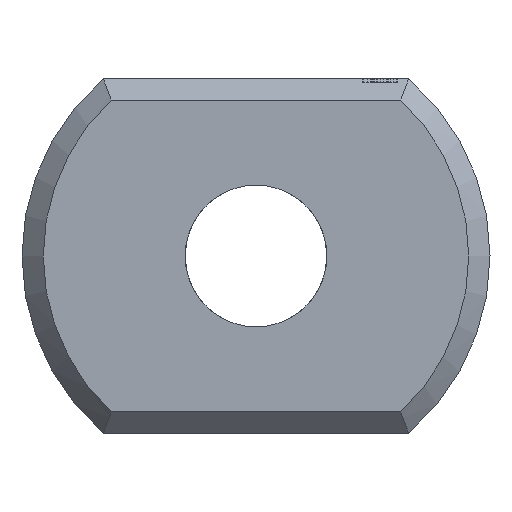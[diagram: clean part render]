
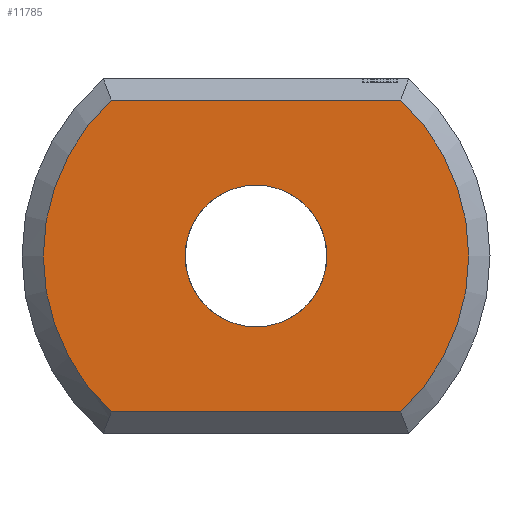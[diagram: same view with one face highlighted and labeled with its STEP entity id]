
A CAD part, left-side view. The second image highlights one B-rep face of the part: STEP entity #11785.
In plain terms, the highlighted planar face has unit normal (-1, 0, 0).
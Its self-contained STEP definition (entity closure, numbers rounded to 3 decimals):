
#298 = PLANE('',#299);
#299 = AXIS2_PLACEMENT_3D('',#300,#301,#302);
#300 = CARTESIAN_POINT('',(0.15,-2.154,-2.35));
#301 = DIRECTION('',(-0.707,0.,-0.707));
#302 = DIRECTION('',(0.,-1.,0.));
#725 = CONICAL_SURFACE('',#726,3.3,0.785);
#726 = AXIS2_PLACEMENT_3D('',#727,#728,#729);
#727 = CARTESIAN_POINT('',(0.3,0.,0.));
#728 = DIRECTION('',(1.,0.,0.));
#729 = DIRECTION('',(0.,0.653,-0.758));
#872 = CONICAL_SURFACE('',#873,3.3,0.785);
#873 = AXIS2_PLACEMENT_3D('',#874,#875,#876);
#874 = CARTESIAN_POINT('',(0.3,0.,0.));
#875 = DIRECTION('',(1.,0.,0.));
#876 = DIRECTION('',(0.,-0.653,0.758));
#909 = VERTEX_POINT('',#910);
#910 = CARTESIAN_POINT('',(0.,-2.04,-2.2));
#937 = VERTEX_POINT('',#938);
#938 = CARTESIAN_POINT('',(0.,2.04,-2.2));
#963 = EDGE_CURVE('',#909,#937,#964,.T.);
#964 = SURFACE_CURVE('',#965,(#969,#976),.PCURVE_S1.);
#965 = LINE('',#966,#967);
#966 = CARTESIAN_POINT('',(0.,-2.154,-2.2));
#967 = VECTOR('',#968,1.);
#968 = DIRECTION('',(0.,1.,0.));
#969 = PCURVE('',#298,#970);
#970 = DEFINITIONAL_REPRESENTATION('',(#971),#975);
#971 = LINE('',#972,#973);
#972 = CARTESIAN_POINT('',(0.,0.212));
#973 = VECTOR('',#974,1.);
#974 = DIRECTION('',(-1.,0.));
#975 = ( GEOMETRIC_REPRESENTATION_CONTEXT(2) 
PARAMETRIC_REPRESENTATION_CONTEXT() REPRESENTATION_CONTEXT('2D SPACE',''
  ) );
#976 = PCURVE('',#977,#982);
#977 = PLANE('',#978);
#978 = AXIS2_PLACEMENT_3D('',#979,#980,#981);
#979 = CARTESIAN_POINT('',(0.,0.,
    0.));
#980 = DIRECTION('',(1.,0.,0.));
#981 = DIRECTION('',(0.,0.,1.));
#982 = DEFINITIONAL_REPRESENTATION('',(#983),#987);
#983 = LINE('',#984,#985);
#984 = CARTESIAN_POINT('',(-2.2,2.154));
#985 = VECTOR('',#986,1.);
#986 = DIRECTION('',(0.,-1.));
#987 = ( GEOMETRIC_REPRESENTATION_CONTEXT(2) 
PARAMETRIC_REPRESENTATION_CONTEXT() REPRESENTATION_CONTEXT('2D SPACE',''
  ) );
#1763 = PLANE('',#1764);
#1764 = AXIS2_PLACEMENT_3D('',#1765,#1766,#1767);
#1765 = CARTESIAN_POINT('',(0.15,-2.154,2.35));
#1766 = DIRECTION('',(0.707,0.,-0.707
    ));
#1767 = DIRECTION('',(0.,-1.,0.));
#11572 = VERTEX_POINT('',#11573);
#11573 = CARTESIAN_POINT('',(0.,2.04,2.2));
#11598 = EDGE_CURVE('',#937,#11572,#11599,.T.);
#11599 = SURFACE_CURVE('',#11600,(#11605,#11612),.PCURVE_S1.);
#11600 = CIRCLE('',#11601,3.);
#11601 = AXIS2_PLACEMENT_3D('',#11602,#11603,#11604);
#11602 = CARTESIAN_POINT('',(0.,0.,
    0.));
#11603 = DIRECTION('',(1.,0.,0.));
#11604 = DIRECTION('',(0.,0.653,-0.758)
  );
#11605 = PCURVE('',#725,#11606);
#11606 = DEFINITIONAL_REPRESENTATION('',(#11607),#11611);
#11607 = LINE('',#11608,#11609);
#11608 = CARTESIAN_POINT('',(0.,-0.3));
#11609 = VECTOR('',#11610,1.);
#11610 = DIRECTION('',(1.,-0.));
#11611 = ( GEOMETRIC_REPRESENTATION_CONTEXT(2) 
PARAMETRIC_REPRESENTATION_CONTEXT() REPRESENTATION_CONTEXT('2D SPACE',''
  ) );
#11612 = PCURVE('',#977,#11613);
#11613 = DEFINITIONAL_REPRESENTATION('',(#11614),#11618);
#11614 = CIRCLE('',#11615,3.);
#11615 = AXIS2_PLACEMENT_2D('',#11616,#11617);
#11616 = CARTESIAN_POINT('',(0.,0.));
#11617 = DIRECTION('',(-0.758,-0.653));
#11618 = ( GEOMETRIC_REPRESENTATION_CONTEXT(2) 
PARAMETRIC_REPRESENTATION_CONTEXT() REPRESENTATION_CONTEXT('2D SPACE',''
  ) );
#11736 = VERTEX_POINT('',#11737);
#11737 = CARTESIAN_POINT('',(0.,-2.04,2.2));
#11764 = EDGE_CURVE('',#11736,#909,#11765,.T.);
#11765 = SURFACE_CURVE('',#11766,(#11771,#11778),.PCURVE_S1.);
#11766 = CIRCLE('',#11767,3.);
#11767 = AXIS2_PLACEMENT_3D('',#11768,#11769,#11770);
#11768 = CARTESIAN_POINT('',(0.,0.,
    0.));
#11769 = DIRECTION('',(1.,0.,0.));
#11770 = DIRECTION('',(0.,-0.653,0.758)
  );
#11771 = PCURVE('',#872,#11772);
#11772 = DEFINITIONAL_REPRESENTATION('',(#11773),#11777);
#11773 = LINE('',#11774,#11775);
#11774 = CARTESIAN_POINT('',(0.,-0.3));
#11775 = VECTOR('',#11776,1.);
#11776 = DIRECTION('',(1.,-0.));
#11777 = ( GEOMETRIC_REPRESENTATION_CONTEXT(2) 
PARAMETRIC_REPRESENTATION_CONTEXT() REPRESENTATION_CONTEXT('2D SPACE',''
  ) );
#11778 = PCURVE('',#977,#11779);
#11779 = DEFINITIONAL_REPRESENTATION('',(#11780),#11784);
#11780 = CIRCLE('',#11781,3.);
#11781 = AXIS2_PLACEMENT_2D('',#11782,#11783);
#11782 = CARTESIAN_POINT('',(0.,0.));
#11783 = DIRECTION('',(0.758,0.653));
#11784 = ( GEOMETRIC_REPRESENTATION_CONTEXT(2) 
PARAMETRIC_REPRESENTATION_CONTEXT() REPRESENTATION_CONTEXT('2D SPACE',''
  ) );
#11785 = ADVANCED_FACE('',(#11786,#11812),#977,.F.);
#11786 = FACE_BOUND('',#11787,.F.);
#11787 = EDGE_LOOP('',(#11788,#11789,#11810,#11811));
#11788 = ORIENTED_EDGE('',*,*,#11598,.T.);
#11789 = ORIENTED_EDGE('',*,*,#11790,.F.);
#11790 = EDGE_CURVE('',#11736,#11572,#11791,.T.);
#11791 = SURFACE_CURVE('',#11792,(#11796,#11803),.PCURVE_S1.);
#11792 = LINE('',#11793,#11794);
#11793 = CARTESIAN_POINT('',(0.,-2.154,2.2));
#11794 = VECTOR('',#11795,1.);
#11795 = DIRECTION('',(0.,1.,0.));
#11796 = PCURVE('',#977,#11797);
#11797 = DEFINITIONAL_REPRESENTATION('',(#11798),#11802);
#11798 = LINE('',#11799,#11800);
#11799 = CARTESIAN_POINT('',(2.2,2.154));
#11800 = VECTOR('',#11801,1.);
#11801 = DIRECTION('',(0.,-1.));
#11802 = ( GEOMETRIC_REPRESENTATION_CONTEXT(2) 
PARAMETRIC_REPRESENTATION_CONTEXT() REPRESENTATION_CONTEXT('2D SPACE',''
  ) );
#11803 = PCURVE('',#1763,#11804);
#11804 = DEFINITIONAL_REPRESENTATION('',(#11805),#11809);
#11805 = LINE('',#11806,#11807);
#11806 = CARTESIAN_POINT('',(0.,0.212));
#11807 = VECTOR('',#11808,1.);
#11808 = DIRECTION('',(-1.,0.));
#11809 = ( GEOMETRIC_REPRESENTATION_CONTEXT(2) 
PARAMETRIC_REPRESENTATION_CONTEXT() REPRESENTATION_CONTEXT('2D SPACE',''
  ) );
#11810 = ORIENTED_EDGE('',*,*,#11764,.T.);
#11811 = ORIENTED_EDGE('',*,*,#963,.T.);
#11812 = FACE_BOUND('',#11813,.T.);
#11813 = EDGE_LOOP('',(#11814));
#11814 = ORIENTED_EDGE('',*,*,#11815,.T.);
#11815 = EDGE_CURVE('',#11816,#11816,#11818,.T.);
#11816 = VERTEX_POINT('',#11817);
#11817 = CARTESIAN_POINT('',(0.,1.,0.));
#11818 = SURFACE_CURVE('',#11819,(#11824,#11831),.PCURVE_S1.);
#11819 = CIRCLE('',#11820,1.);
#11820 = AXIS2_PLACEMENT_3D('',#11821,#11822,#11823);
#11821 = CARTESIAN_POINT('',(0.,0.,0.));
#11822 = DIRECTION('',(1.,0.,0.));
#11823 = DIRECTION('',(0.,1.,0.));
#11824 = PCURVE('',#977,#11825);
#11825 = DEFINITIONAL_REPRESENTATION('',(#11826),#11830);
#11826 = CIRCLE('',#11827,1.);
#11827 = AXIS2_PLACEMENT_2D('',#11828,#11829);
#11828 = CARTESIAN_POINT('',(0.,0.));
#11829 = DIRECTION('',(0.,-1.));
#11830 = ( GEOMETRIC_REPRESENTATION_CONTEXT(2) 
PARAMETRIC_REPRESENTATION_CONTEXT() REPRESENTATION_CONTEXT('2D SPACE',''
  ) );
#11831 = PCURVE('',#11832,#11837);
#11832 = CYLINDRICAL_SURFACE('',#11833,1.);
#11833 = AXIS2_PLACEMENT_3D('',#11834,#11835,#11836);
#11834 = CARTESIAN_POINT('',(0.,0.,0.));
#11835 = DIRECTION('',(-1.,0.,0.));
#11836 = DIRECTION('',(0.,1.,0.));
#11837 = DEFINITIONAL_REPRESENTATION('',(#11838),#11842);
#11838 = LINE('',#11839,#11840);
#11839 = CARTESIAN_POINT('',(-0.,0.));
#11840 = VECTOR('',#11841,1.);
#11841 = DIRECTION('',(-1.,0.));
#11842 = ( GEOMETRIC_REPRESENTATION_CONTEXT(2) 
PARAMETRIC_REPRESENTATION_CONTEXT() REPRESENTATION_CONTEXT('2D SPACE',''
  ) );
